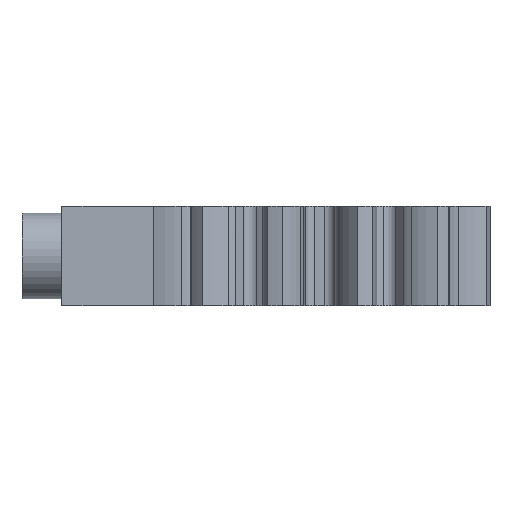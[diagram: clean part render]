
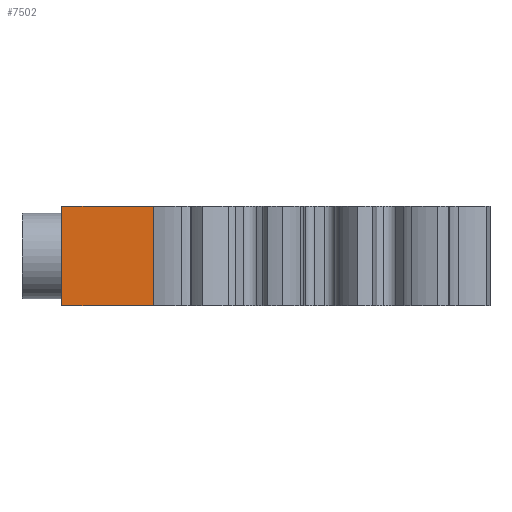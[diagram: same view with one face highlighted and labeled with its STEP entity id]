
A CAD part, left-side view. The second image highlights one B-rep face of the part: STEP entity #7502.
In plain terms, the highlighted planar face has unit normal (-1, 0, 0).
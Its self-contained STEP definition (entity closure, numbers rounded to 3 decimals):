
#44 = PLANE('',#45);
#45 = AXIS2_PLACEMENT_3D('',#46,#47,#48);
#46 = CARTESIAN_POINT('',(-86.45,32.57,5.));
#47 = DIRECTION('',(0.,0.,1.));
#48 = DIRECTION('',(0.,1.,0.));
#103 = PLANE('',#104);
#104 = AXIS2_PLACEMENT_3D('',#105,#106,#107);
#105 = CARTESIAN_POINT('',(-86.45,32.57,-5.));
#106 = DIRECTION('',(0.,0.,-1.));
#107 = DIRECTION('',(0.,-1.,0.));
#1235 = VERTEX_POINT('',#1236);
#1236 = CARTESIAN_POINT('',(-91.724,56.4,5.));
#1250 = PLANE('',#1251);
#1251 = AXIS2_PLACEMENT_3D('',#1252,#1253,#1254);
#1252 = CARTESIAN_POINT('',(-86.45,56.4,0.));
#1253 = DIRECTION('',(-0.,-1.,-0.));
#1254 = DIRECTION('',(0.,0.,-1.));
#1262 = EDGE_CURVE('',#1263,#1235,#1265,.T.);
#1263 = VERTEX_POINT('',#1264);
#1264 = CARTESIAN_POINT('',(-91.724,47.19,5.));
#1265 = SURFACE_CURVE('',#1266,(#1270,#1277),.PCURVE_S1.);
#1266 = LINE('',#1267,#1268);
#1267 = CARTESIAN_POINT('',(-91.724,41.4,5.));
#1268 = VECTOR('',#1269,1.);
#1269 = DIRECTION('',(0.,1.,0.));
#1270 = PCURVE('',#44,#1271);
#1271 = DEFINITIONAL_REPRESENTATION('',(#1272),#1276);
#1272 = LINE('',#1273,#1274);
#1273 = CARTESIAN_POINT('',(8.83,5.274));
#1274 = VECTOR('',#1275,1.);
#1275 = DIRECTION('',(1.,-0.));
#1276 = ( GEOMETRIC_REPRESENTATION_CONTEXT(2) 
PARAMETRIC_REPRESENTATION_CONTEXT() REPRESENTATION_CONTEXT('2D SPACE',''
  ) );
#1277 = PCURVE('',#1278,#1283);
#1278 = PLANE('',#1279);
#1279 = AXIS2_PLACEMENT_3D('',#1280,#1281,#1282);
#1280 = CARTESIAN_POINT('',(-91.724,41.4,5.));
#1281 = DIRECTION('',(-1.,-0.,-0.));
#1282 = DIRECTION('',(0.,0.,-1.));
#1283 = DEFINITIONAL_REPRESENTATION('',(#1284),#1288);
#1284 = LINE('',#1285,#1286);
#1285 = CARTESIAN_POINT('',(0.,0.));
#1286 = VECTOR('',#1287,1.);
#1287 = DIRECTION('',(0.,-1.));
#1288 = ( GEOMETRIC_REPRESENTATION_CONTEXT(2) 
PARAMETRIC_REPRESENTATION_CONTEXT() REPRESENTATION_CONTEXT('2D SPACE',''
  ) );
#1308 = SURFACE_OF_LINEAR_EXTRUSION('',#1309,#1314);
#1309 = B_SPLINE_CURVE_WITH_KNOTS('',3,(#1310,#1311,#1312,#1313),
  .UNSPECIFIED.,.F.,.F.,(4,4),(0.,1.),.PIECEWISE_BEZIER_KNOTS.);
#1310 = CARTESIAN_POINT('',(-91.724,47.19,5.));
#1311 = CARTESIAN_POINT('',(-92.131,45.984,5.));
#1312 = CARTESIAN_POINT('',(-92.213,45.046,5.));
#1313 = CARTESIAN_POINT('',(-92.193,44.409,5.));
#1314 = VECTOR('',#1315,1.);
#1315 = DIRECTION('',(0.,0.,1.));
#5537 = VERTEX_POINT('',#5538);
#5538 = CARTESIAN_POINT('',(-91.724,47.19,-5.));
#5560 = EDGE_CURVE('',#5537,#5561,#5563,.T.);
#5561 = VERTEX_POINT('',#5562);
#5562 = CARTESIAN_POINT('',(-91.724,56.4,-5.));
#5563 = SURFACE_CURVE('',#5564,(#5568,#5575),.PCURVE_S1.);
#5564 = LINE('',#5565,#5566);
#5565 = CARTESIAN_POINT('',(-91.724,41.4,-5.));
#5566 = VECTOR('',#5567,1.);
#5567 = DIRECTION('',(0.,1.,0.));
#5568 = PCURVE('',#103,#5569);
#5569 = DEFINITIONAL_REPRESENTATION('',(#5570),#5574);
#5570 = LINE('',#5571,#5572);
#5571 = CARTESIAN_POINT('',(-8.83,5.274));
#5572 = VECTOR('',#5573,1.);
#5573 = DIRECTION('',(-1.,-0.));
#5574 = ( GEOMETRIC_REPRESENTATION_CONTEXT(2) 
PARAMETRIC_REPRESENTATION_CONTEXT() REPRESENTATION_CONTEXT('2D SPACE',''
  ) );
#5575 = PCURVE('',#1278,#5576);
#5576 = DEFINITIONAL_REPRESENTATION('',(#5577),#5581);
#5577 = LINE('',#5578,#5579);
#5578 = CARTESIAN_POINT('',(10.,0.));
#5579 = VECTOR('',#5580,1.);
#5580 = DIRECTION('',(0.,-1.));
#5581 = ( GEOMETRIC_REPRESENTATION_CONTEXT(2) 
PARAMETRIC_REPRESENTATION_CONTEXT() REPRESENTATION_CONTEXT('2D SPACE',''
  ) );
#7445 = EDGE_CURVE('',#1235,#5561,#7446,.T.);
#7446 = SURFACE_CURVE('',#7447,(#7451,#7458),.PCURVE_S1.);
#7447 = LINE('',#7448,#7449);
#7448 = CARTESIAN_POINT('',(-91.724,56.4,5.));
#7449 = VECTOR('',#7450,1.);
#7450 = DIRECTION('',(0.,0.,-1.));
#7451 = PCURVE('',#1250,#7452);
#7452 = DEFINITIONAL_REPRESENTATION('',(#7453),#7457);
#7453 = LINE('',#7454,#7455);
#7454 = CARTESIAN_POINT('',(-5.,-5.274));
#7455 = VECTOR('',#7456,1.);
#7456 = DIRECTION('',(1.,0.));
#7457 = ( GEOMETRIC_REPRESENTATION_CONTEXT(2) 
PARAMETRIC_REPRESENTATION_CONTEXT() REPRESENTATION_CONTEXT('2D SPACE',''
  ) );
#7458 = PCURVE('',#1278,#7459);
#7459 = DEFINITIONAL_REPRESENTATION('',(#7460),#7464);
#7460 = LINE('',#7461,#7462);
#7461 = CARTESIAN_POINT('',(0.,-15.));
#7462 = VECTOR('',#7463,1.);
#7463 = DIRECTION('',(1.,0.));
#7464 = ( GEOMETRIC_REPRESENTATION_CONTEXT(2) 
PARAMETRIC_REPRESENTATION_CONTEXT() REPRESENTATION_CONTEXT('2D SPACE',''
  ) );
#7502 = ADVANCED_FACE('',(#7503),#1278,.T.);
#7503 = FACE_BOUND('',#7504,.T.);
#7504 = EDGE_LOOP('',(#7505,#7525,#7526,#7527));
#7505 = ORIENTED_EDGE('',*,*,#7506,.F.);
#7506 = EDGE_CURVE('',#1263,#5537,#7507,.T.);
#7507 = SURFACE_CURVE('',#7508,(#7512,#7519),.PCURVE_S1.);
#7508 = LINE('',#7509,#7510);
#7509 = CARTESIAN_POINT('',(-91.724,47.19,5.));
#7510 = VECTOR('',#7511,1.);
#7511 = DIRECTION('',(-0.,0.,-1.));
#7512 = PCURVE('',#1278,#7513);
#7513 = DEFINITIONAL_REPRESENTATION('',(#7514),#7518);
#7514 = LINE('',#7515,#7516);
#7515 = CARTESIAN_POINT('',(0.,-5.79));
#7516 = VECTOR('',#7517,1.);
#7517 = DIRECTION('',(1.,0.));
#7518 = ( GEOMETRIC_REPRESENTATION_CONTEXT(2) 
PARAMETRIC_REPRESENTATION_CONTEXT() REPRESENTATION_CONTEXT('2D SPACE',''
  ) );
#7519 = PCURVE('',#1308,#7520);
#7520 = DEFINITIONAL_REPRESENTATION('',(#7521),#7524);
#7521 = B_SPLINE_CURVE_WITH_KNOTS('',1,(#7522,#7523),.UNSPECIFIED.,.F.,
  .F.,(2,2),(0.,10.),.PIECEWISE_BEZIER_KNOTS.);
#7522 = CARTESIAN_POINT('',(0.,0.));
#7523 = CARTESIAN_POINT('',(0.,-10.));
#7524 = ( GEOMETRIC_REPRESENTATION_CONTEXT(2) 
PARAMETRIC_REPRESENTATION_CONTEXT() REPRESENTATION_CONTEXT('2D SPACE',''
  ) );
#7525 = ORIENTED_EDGE('',*,*,#1262,.T.);
#7526 = ORIENTED_EDGE('',*,*,#7445,.T.);
#7527 = ORIENTED_EDGE('',*,*,#5560,.F.);
